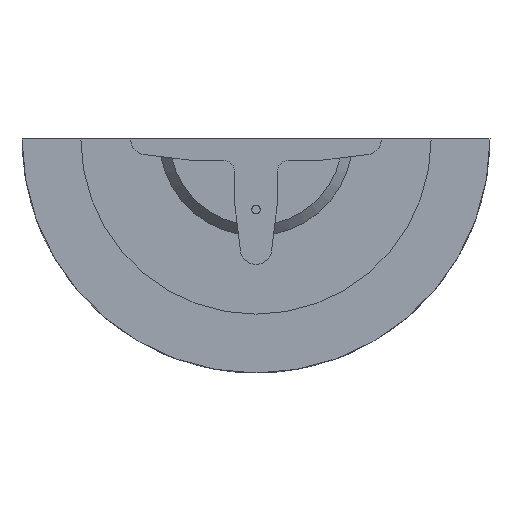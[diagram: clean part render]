
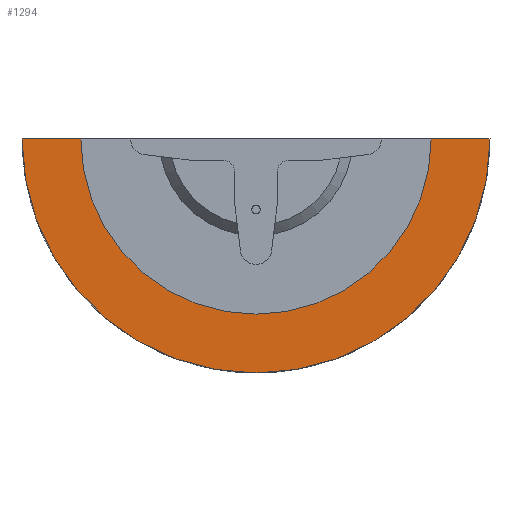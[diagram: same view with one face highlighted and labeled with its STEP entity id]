
A CAD part, front view. The second image highlights one B-rep face of the part: STEP entity #1294.
In plain terms, the highlighted planar face has unit normal (0, -1, 0).
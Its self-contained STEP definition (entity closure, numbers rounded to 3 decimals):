
#92=PLANE('',#1442);
#164=FACE_OUTER_BOUND('',#247,.T.);
#247=EDGE_LOOP('',(#1188,#1189,#1190,#1191));
#298=LINE('',#2078,#398);
#311=LINE('',#2101,#411);
#398=VECTOR('',#1629,10.);
#411=VECTOR('',#1642,10.);
#460=CIRCLE('',#1327,44.75);
#513=CIRCLE('',#1441,33.5);
#534=VERTEX_POINT('',#1924);
#535=VERTEX_POINT('',#1926);
#587=VERTEX_POINT('',#2077);
#597=VERTEX_POINT('',#2099);
#664=EDGE_CURVE('',#535,#534,#460,.T.);
#734=EDGE_CURVE('',#587,#535,#298,.T.);
#747=EDGE_CURVE('',#534,#597,#311,.T.);
#824=EDGE_CURVE('',#597,#587,#513,.T.);
#1188=ORIENTED_EDGE('',*,*,#747,.T.);
#1189=ORIENTED_EDGE('',*,*,#824,.T.);
#1190=ORIENTED_EDGE('',*,*,#734,.T.);
#1191=ORIENTED_EDGE('',*,*,#664,.T.);
#1294=ADVANCED_FACE('',(#164),#92,.T.);
#1327=AXIS2_PLACEMENT_3D('',#1927,#1491,#1492);
#1441=AXIS2_PLACEMENT_3D('',#2397,#1807,#1808);
#1442=AXIS2_PLACEMENT_3D('',#2398,#1809,#1810);
#1491=DIRECTION('center_axis',(0.,-1.,0.));
#1492=DIRECTION('ref_axis',(1.,0.,0.));
#1629=DIRECTION('',(-1.,0.,0.));
#1642=DIRECTION('',(-1.,0.,0.));
#1807=DIRECTION('center_axis',(0.,1.,0.));
#1808=DIRECTION('ref_axis',(1.,0.,0.));
#1809=DIRECTION('center_axis',(0.,-1.,0.));
#1810=DIRECTION('ref_axis',(-1.,0.,0.));
#1924=CARTESIAN_POINT('',(-145.241,-32.5,-182.5));
#1926=CARTESIAN_POINT('',(-234.741,-32.5,-182.5));
#1927=CARTESIAN_POINT('Origin',(-189.991,-32.5,-182.5));
#2077=CARTESIAN_POINT('',(-223.491,-32.5,-182.5));
#2078=CARTESIAN_POINT('',(-179.995,-32.5,-182.5));
#2099=CARTESIAN_POINT('',(-156.491,-32.5,-182.5));
#2101=CARTESIAN_POINT('',(-179.995,-32.5,-182.5));
#2397=CARTESIAN_POINT('Origin',(-189.991,-32.5,-182.5));
#2398=CARTESIAN_POINT('Origin',(-170.,-32.5,-205.));
